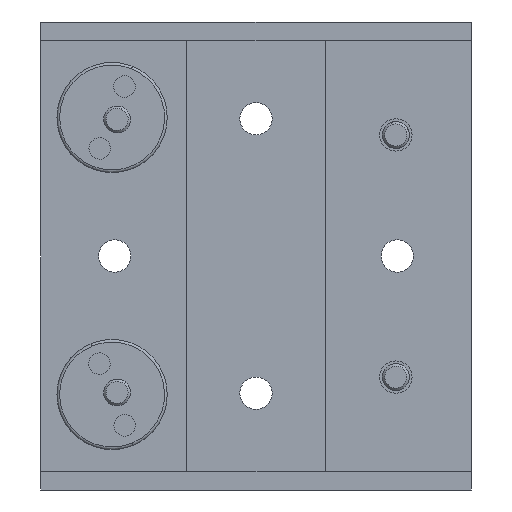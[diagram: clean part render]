
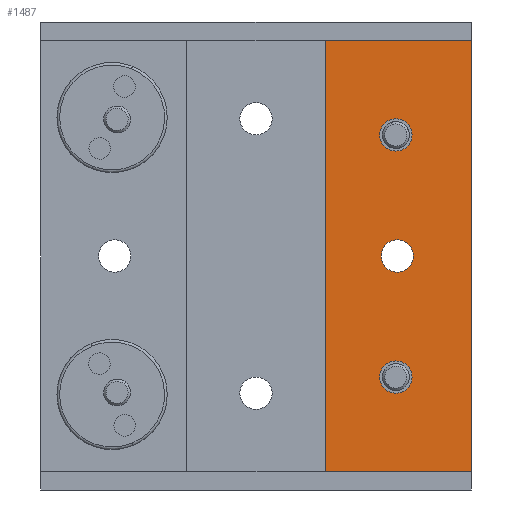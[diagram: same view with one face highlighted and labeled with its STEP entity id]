
A CAD part, front view. The second image highlights one B-rep face of the part: STEP entity #1487.
In plain terms, the highlighted planar face has unit normal (0, -1, 0).
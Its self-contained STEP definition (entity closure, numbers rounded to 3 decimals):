
#68 = ORIENTED_EDGE ( 'NONE', *, *, #1303, .F. ) ;
#69 = EDGE_CURVE ( 'NONE', #3839, #2262, #3186, .T. ) ;
#77 = ORIENTED_EDGE ( 'NONE', *, *, #2074, .F. ) ;
#79 = AXIS2_PLACEMENT_3D ( 'NONE', #3539, #3212, #817 ) ;
#153 = CARTESIAN_POINT ( 'NONE',  ( 40., 0., 40. ) ) ;
#349 = DIRECTION ( 'NONE',  ( 0., -1., 0. ) ) ;
#484 = CARTESIAN_POINT ( 'NONE',  ( 26., 0., 22.5 ) ) ;
#504 = CARTESIAN_POINT ( 'NONE',  ( 40., 0., 40. ) ) ;
#586 = DIRECTION ( 'NONE',  ( 0., -1., 0. ) ) ;
#809 = DIRECTION ( 'NONE',  ( 0., -1., 0. ) ) ;
#817 = DIRECTION ( 'NONE',  ( 0., 0., -1. ) ) ;
#838 = EDGE_LOOP ( 'NONE', ( #2147, #77, #2906, #2477 ) ) ;
#900 = DIRECTION ( 'NONE',  ( 0., 0., -1. ) ) ;
#923 = PLANE ( 'NONE',  #3101 ) ;
#932 = EDGE_CURVE ( 'NONE', #2262, #3839, #1097, .T. ) ;
#975 = CARTESIAN_POINT ( 'NONE',  ( 40., 0., 40. ) ) ;
#1097 = CIRCLE ( 'NONE', #3547, 3. ) ;
#1126 = AXIS2_PLACEMENT_3D ( 'NONE', #1897, #3736, #3068 ) ;
#1128 = DIRECTION ( 'NONE',  ( 1., 0., 0. ) ) ;
#1180 = CARTESIAN_POINT ( 'NONE',  ( 26., 0., -25.5 ) ) ;
#1181 = EDGE_CURVE ( 'NONE', #3119, #3099, #2555, .T. ) ;
#1303 = EDGE_CURVE ( 'NONE', #1338, #1548, #3107, .T. ) ;
#1338 = VERTEX_POINT ( 'NONE', #1630 ) ;
#1385 = AXIS2_PLACEMENT_3D ( 'NONE', #3730, #349, #3750 ) ;
#1393 = ORIENTED_EDGE ( 'NONE', *, *, #69, .F. ) ;
#1457 = CARTESIAN_POINT ( 'NONE',  ( -40., 0., -40. ) ) ;
#1470 = DIRECTION ( 'NONE',  ( 0., -1., 0. ) ) ;
#1487 = ADVANCED_FACE ( 'NONE', ( #3334, #3661, #1762, #2133 ), #923, .T. ) ;
#1548 = VERTEX_POINT ( 'NONE', #1180 ) ;
#1629 = CARTESIAN_POINT ( 'NONE',  ( 26., 0., 25.5 ) ) ;
#1630 = CARTESIAN_POINT ( 'NONE',  ( 26., 0., -19.5 ) ) ;
#1657 = EDGE_CURVE ( 'NONE', #3208, #3933, #1802, .T. ) ;
#1664 = DIRECTION ( 'NONE',  ( 0., -1., 0. ) ) ;
#1679 = VERTEX_POINT ( 'NONE', #153 ) ;
#1683 = DIRECTION ( 'NONE',  ( 0., 0., -1. ) ) ;
#1762 = FACE_BOUND ( 'NONE', #3347, .T. ) ;
#1766 = EDGE_CURVE ( 'NONE', #1679, #3811, #3693, .T. ) ;
#1802 = CIRCLE ( 'NONE', #79, 3. ) ;
#1847 = DIRECTION ( 'NONE',  ( 0., 0., -1. ) ) ;
#1878 = CARTESIAN_POINT ( 'NONE',  ( 13., 0., 0. ) ) ;
#1897 = CARTESIAN_POINT ( 'NONE',  ( 26., 0., 22.5 ) ) ;
#2036 = LINE ( 'NONE', #1457, #2652 ) ;
#2071 = LINE ( 'NONE', #504, #3179 ) ;
#2074 = EDGE_CURVE ( 'NONE', #3811, #3119, #2036, .T. ) ;
#2086 = CIRCLE ( 'NONE', #1385, 3. ) ;
#2133 = FACE_OUTER_BOUND ( 'NONE', #838, .T. ) ;
#2147 = ORIENTED_EDGE ( 'NONE', *, *, #1181, .F. ) ;
#2262 = VERTEX_POINT ( 'NONE', #2753 ) ;
#2277 = CARTESIAN_POINT ( 'NONE',  ( 13., 0., 40. ) ) ;
#2337 = VECTOR ( 'NONE', #1847, 1000. ) ;
#2398 = DIRECTION ( 'NONE',  ( -1., 0., 0. ) ) ;
#2477 = ORIENTED_EDGE ( 'NONE', *, *, #3870, .F. ) ;
#2555 = LINE ( 'NONE', #1878, #3373 ) ;
#2581 = CARTESIAN_POINT ( 'NONE',  ( 26.25, 0., 3. ) ) ;
#2608 = AXIS2_PLACEMENT_3D ( 'NONE', #2936, #809, #3900 ) ;
#2652 = VECTOR ( 'NONE', #2398, 1000. ) ;
#2749 = ORIENTED_EDGE ( 'NONE', *, *, #3903, .F. ) ;
#2753 = CARTESIAN_POINT ( 'NONE',  ( 26., 0., 19.5 ) ) ;
#2762 = EDGE_LOOP ( 'NONE', ( #3622, #1393 ) ) ;
#2906 = ORIENTED_EDGE ( 'NONE', *, *, #1766, .F. ) ;
#2913 = ORIENTED_EDGE ( 'NONE', *, *, #3573, .F. ) ;
#2936 = CARTESIAN_POINT ( 'NONE',  ( 26.25, 0., 0. ) ) ;
#2995 = CARTESIAN_POINT ( 'NONE',  ( 0., 0., 0. ) ) ;
#3040 = DIRECTION ( 'NONE',  ( 0., 0., -1. ) ) ;
#3068 = DIRECTION ( 'NONE',  ( 0., 0., -1. ) ) ;
#3099 = VERTEX_POINT ( 'NONE', #2277 ) ;
#3101 = AXIS2_PLACEMENT_3D ( 'NONE', #2995, #1470, #900 ) ;
#3107 = CIRCLE ( 'NONE', #3757, 3. ) ;
#3111 = DIRECTION ( 'NONE',  ( 0., 0., 1. ) ) ;
#3119 = VERTEX_POINT ( 'NONE', #3564 ) ;
#3179 = VECTOR ( 'NONE', #1128, 1000. ) ;
#3186 = CIRCLE ( 'NONE', #1126, 3. ) ;
#3208 = VERTEX_POINT ( 'NONE', #2581 ) ;
#3212 = DIRECTION ( 'NONE',  ( 0., -1., 0. ) ) ;
#3252 = EDGE_LOOP ( 'NONE', ( #2749, #3481 ) ) ;
#3334 = FACE_BOUND ( 'NONE', #2762, .T. ) ;
#3347 = EDGE_LOOP ( 'NONE', ( #2913, #68 ) ) ;
#3373 = VECTOR ( 'NONE', #3111, 1000. ) ;
#3481 = ORIENTED_EDGE ( 'NONE', *, *, #1657, .F. ) ;
#3508 = CIRCLE ( 'NONE', #2608, 3. ) ;
#3539 = CARTESIAN_POINT ( 'NONE',  ( 26.25, 0., 0. ) ) ;
#3547 = AXIS2_PLACEMENT_3D ( 'NONE', #484, #1664, #1683 ) ;
#3564 = CARTESIAN_POINT ( 'NONE',  ( 13., 0., -40. ) ) ;
#3573 = EDGE_CURVE ( 'NONE', #1548, #1338, #2086, .T. ) ;
#3622 = ORIENTED_EDGE ( 'NONE', *, *, #932, .F. ) ;
#3661 = FACE_BOUND ( 'NONE', #3252, .T. ) ;
#3693 = LINE ( 'NONE', #975, #2337 ) ;
#3717 = CARTESIAN_POINT ( 'NONE',  ( 26., 0., -22.5 ) ) ;
#3730 = CARTESIAN_POINT ( 'NONE',  ( 26., 0., -22.5 ) ) ;
#3736 = DIRECTION ( 'NONE',  ( 0., -1., 0. ) ) ;
#3750 = DIRECTION ( 'NONE',  ( 0., 0., -1. ) ) ;
#3757 = AXIS2_PLACEMENT_3D ( 'NONE', #3717, #586, #3040 ) ;
#3811 = VERTEX_POINT ( 'NONE', #3817 ) ;
#3817 = CARTESIAN_POINT ( 'NONE',  ( 40., 0., -40. ) ) ;
#3839 = VERTEX_POINT ( 'NONE', #1629 ) ;
#3870 = EDGE_CURVE ( 'NONE', #3099, #1679, #2071, .T. ) ;
#3900 = DIRECTION ( 'NONE',  ( 0., 0., -1. ) ) ;
#3903 = EDGE_CURVE ( 'NONE', #3933, #3208, #3508, .T. ) ;
#3933 = VERTEX_POINT ( 'NONE', #3934 ) ;
#3934 = CARTESIAN_POINT ( 'NONE',  ( 26.25, 0., -3. ) ) ;
